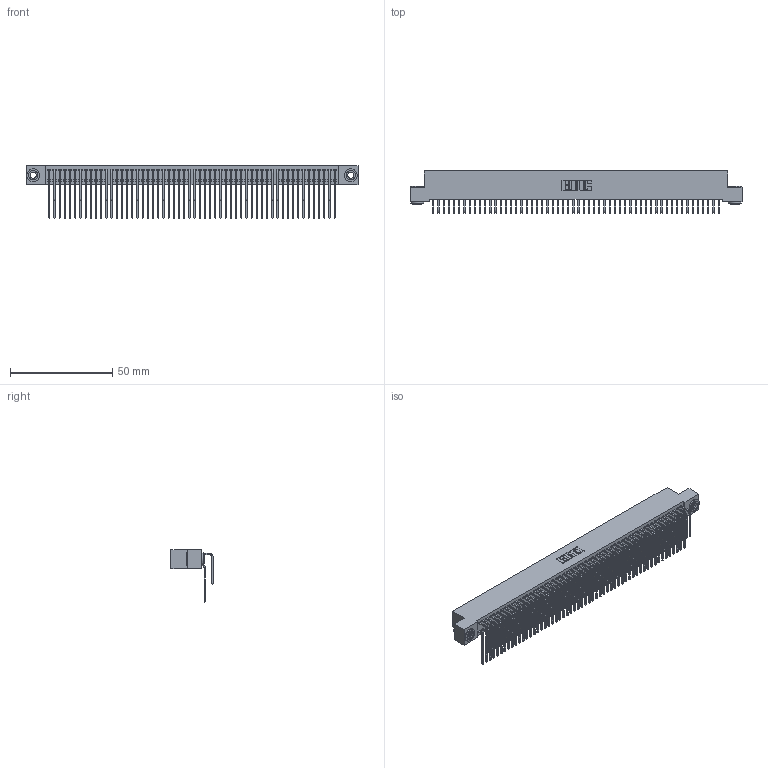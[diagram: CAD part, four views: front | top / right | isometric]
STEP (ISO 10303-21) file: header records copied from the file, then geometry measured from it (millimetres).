
FILE_DESCRIPTION (( 'STEP AP203' ), '1' );
FILE_NAME ('392-112-559-203.STEP', '2019-10-10T00:43:01', ( '' ), ( '' ), 'SwSTEP 2.0', 'SolidWorks 2016', '' );
FILE_SCHEMA (( 'CONFIG_CONTROL_DESIGN' ));
Length unit declared in the file: inch
Products named in the file (5): 342-250-002_345-250-002-102; 392-112-559-203; 342 Part_.156 TH; 345-292-001_558 559 Tail - 1; 345-292-001_559 Tail - 2
Assembly tree (115 placements, depth 2):
  392-112-559-203
    342 Part_.156 TH
    345-292-001_558 559 Tail - 1  x56
    345-292-001_559 Tail - 2  x56
    342-250-002_345-250-002-102  x2
Bounding box: 162.56 x 20.64 x 25.78 mm (x, y, z)
Volume: 15341.2 mm3; surface area: 28453.4 mm2
Topology: 115 solids, 115 shells, 6196 faces, 18407 edges, 12118 vertices
Faces by surface type: plane 4332, cylinder 1856, cone 8
Entity records: 36518 total; most frequent: CARTESIAN_POINT 6060, ORIENTED_EDGE 5938, DIRECTION 5167, EDGE_CURVE 2969, LINE 2777, VECTOR 2777, VERTEX_POINT 1974, AXIS2_PLACEMENT_3D 1195
